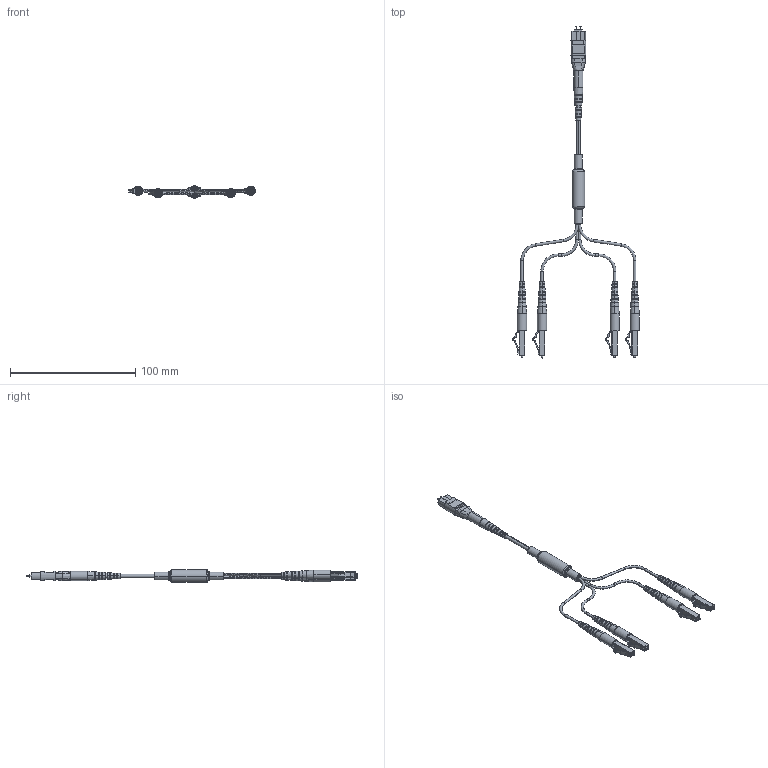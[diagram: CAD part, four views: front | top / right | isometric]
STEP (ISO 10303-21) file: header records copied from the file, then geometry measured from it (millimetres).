
FILE_DESCRIPTION (( 'STEP AP214' ), '1' );
FILE_NAME ('MPM24OM4-LCZ.STEP', '2019-03-27T20:37:47', ( '' ), ( '' ), 'SwSTEP 2.0', 'SolidWorks 2017', '' );
FILE_SCHEMA (( 'AUTOMOTIVE_DESIGN' ));
Length unit declared in the file: inch
Products named in the file (12): MTPM06-ST-MA2_ROUND; 3AB04-010; CONN-LC3-020-1-MA1; MTPROUND-MA1_Male KEY UP; CONN-LC3-020-1-MA2; MPM24OM4-LCZ; MTPROUND-MA2; MTPM06-ST-MA3_2mm Diameter; 3AB04-010-MA2; 3AB04-010-MA1; MTPM06-ST-MA4_2mm Diameter; CONN-LC3-020-1
Assembly tree (16 placements, depth 4):
  MPM24OM4-LCZ
    MTPROUND-MA1_Male KEY UP
      MTPM06-ST-MA2_ROUND
      MTPM06-ST-MA3_2mm Diameter  x2
      MTPM06-ST-MA4_2mm Diameter  x2
      MTPROUND-MA2
      3AB04-010
        3AB04-010-MA1
        3AB04-010-MA2
    CONN-LC3-020-1  x4
      CONN-LC3-020-1-MA2
      CONN-LC3-020-1-MA1
Bounding box: 101.05 x 264.79 x 10.16 mm (x, y, z)
Volume: 11187.5 mm3; surface area: 15328.1 mm2
Topology: 20 solids, 20 shells, 844 faces, 2322 edges, 1468 vertices
Faces by surface type: plane 532, cylinder 168, cone 80, torus 36, sphere 16, bspline 12
Entity records: 12398 total; most frequent: CARTESIAN_POINT 3089, DIRECTION 1843, ORIENTED_EDGE 1834, EDGE_CURVE 917, AXIS2_PLACEMENT_3D 712, VERTEX_POINT 586, VECTOR 419, LINE 419
